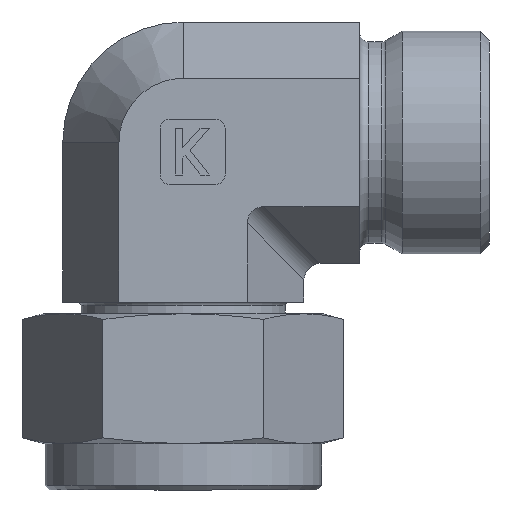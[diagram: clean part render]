
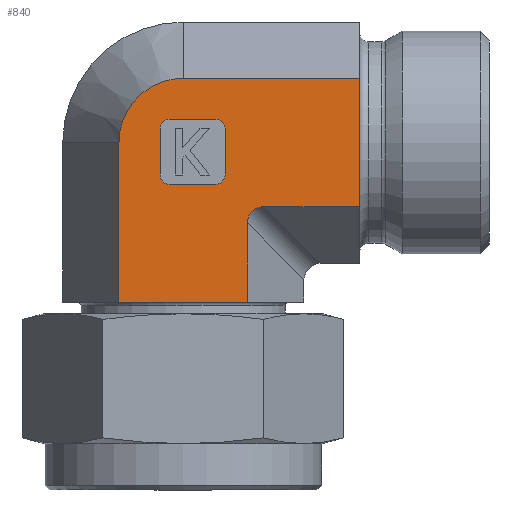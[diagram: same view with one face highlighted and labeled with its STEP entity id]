
A CAD part, left-side view. The second image highlights one B-rep face of the part: STEP entity #840.
In plain terms, the highlighted planar face has unit normal (-1, 0, 0).
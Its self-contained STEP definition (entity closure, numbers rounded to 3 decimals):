
#178=CARTESIAN_POINT('',(-30.485,2.616,4.8));
#179=VERTEX_POINT('',#178);
#186=CARTESIAN_POINT('',(-30.485,16.472,4.8));
#187=VERTEX_POINT('',#186);
#188=CARTESIAN_POINT('',(-30.485,16.472,4.8));
#189=DIRECTION('',(0.0,-1.0,0.0));
#190=VECTOR('',#189,13.856);
#191=LINE('',#188,#190);
#192=EDGE_CURVE('',#187,#179,#191,.T.);
#688=CARTESIAN_POINT('',(-30.485,16.472,22.0));
#689=VERTEX_POINT('',#688);
#690=CARTESIAN_POINT('',(-30.485,16.472,4.8));
#691=DIRECTION('',(0.0,0.0,1.0));
#692=VECTOR('',#691,17.2);
#693=LINE('',#690,#692);
#694=EDGE_CURVE('',#187,#689,#693,.T.);
#713=CARTESIAN_POINT('',(-30.485,2.616,0.0));
#714=DIRECTION('',(-1.0,0.0,0.0));
#715=DIRECTION('',(0.0,0.0,1.0));
#716=AXIS2_PLACEMENT_3D('',#713,#714,#715);
#717=PLANE('',#716);
#718=ORIENTED_EDGE('',*,*,#192,.T.);
#719=CARTESIAN_POINT('',(-30.485,2.616,13.34));
#720=VERTEX_POINT('',#719);
#721=CARTESIAN_POINT('',(-30.485,2.616,4.8));
#722=DIRECTION('',(0.0,0.0,1.0));
#723=VECTOR('',#722,8.54);
#724=LINE('',#721,#723);
#725=EDGE_CURVE('',#179,#720,#724,.T.);
#726=ORIENTED_EDGE('',*,*,#725,.T.);
#727=CARTESIAN_POINT('',(-30.485,0.884,15.072));
#728=VERTEX_POINT('',#727);
#729=CARTESIAN_POINT('',(-30.485,0.306,12.762));
#730=DIRECTION('',(-1.0,0.0,0.0));
#731=DIRECTION('',(0.0,0.707,0.707));
#732=AXIS2_PLACEMENT_3D('',#729,#730,#731);
#733=ELLIPSE('',#732,2.582,2.0);
#734=EDGE_CURVE('',#728,#720,#733,.T.);
#735=ORIENTED_EDGE('',*,*,#734,.F.);
#736=CARTESIAN_POINT('',(-30.485,-9.456,15.072));
#737=VERTEX_POINT('',#736);
#738=CARTESIAN_POINT('',(-30.485,0.884,15.072));
#739=DIRECTION('',(0.0,-1.0,0.0));
#740=VECTOR('',#739,10.34);
#741=LINE('',#738,#740);
#742=EDGE_CURVE('',#728,#737,#741,.T.);
#743=ORIENTED_EDGE('',*,*,#742,.T.);
#744=CARTESIAN_POINT('',(-30.485,-9.456,28.928));
#745=VERTEX_POINT('',#744);
#746=CARTESIAN_POINT('',(-30.485,-9.456,15.072));
#747=DIRECTION('',(0.0,0.0,1.0));
#748=VECTOR('',#747,13.856);
#749=LINE('',#746,#748);
#750=EDGE_CURVE('',#737,#745,#749,.T.);
#751=ORIENTED_EDGE('',*,*,#750,.T.);
#752=CARTESIAN_POINT('',(-30.485,9.544,28.928));
#753=VERTEX_POINT('',#752);
#754=CARTESIAN_POINT('',(-30.485,9.544,28.928));
#755=DIRECTION('',(0.0,-1.0,0.0));
#756=VECTOR('',#755,19.);
#757=LINE('',#754,#756);
#758=EDGE_CURVE('',#753,#745,#757,.T.);
#759=ORIENTED_EDGE('',*,*,#758,.F.);
#760=CARTESIAN_POINT('',(-30.485,9.544,22.0));
#761=DIRECTION('',(-1.0,0.0,0.0));
#762=DIRECTION('',(0.0,0.0,1.0));
#763=AXIS2_PLACEMENT_3D('',#760,#761,#762);
#764=CIRCLE('',#763,6.928);
#765=EDGE_CURVE('',#753,#689,#764,.T.);
#766=ORIENTED_EDGE('',*,*,#765,.T.);
#767=ORIENTED_EDGE('',*,*,#694,.F.);
#768=EDGE_LOOP('',(#718,#726,#735,#743,#751,#759,#766,#767));
#769=FACE_OUTER_BOUND('',#768,.T.);
#770=CARTESIAN_POINT('',(-30.485,6.044,17.5));
#771=VERTEX_POINT('',#770);
#772=CARTESIAN_POINT('',(-30.485,11.044,17.5));
#773=VERTEX_POINT('',#772);
#774=CARTESIAN_POINT('',(-30.485,6.044,17.5));
#775=DIRECTION('',(0.0,1.0,0.0));
#776=VECTOR('',#775,5.);
#777=LINE('',#774,#776);
#778=EDGE_CURVE('',#771,#773,#777,.T.);
#779=ORIENTED_EDGE('',*,*,#778,.T.);
#780=CARTESIAN_POINT('',(-30.485,12.044,18.5));
#781=VERTEX_POINT('',#780);
#782=CARTESIAN_POINT('',(-30.485,11.044,18.5));
#783=DIRECTION('',(-1.0,0.0,0.0));
#784=DIRECTION('',(0.0,0.707,-0.707));
#785=AXIS2_PLACEMENT_3D('',#782,#783,#784);
#786=CIRCLE('',#785,1.0);
#787=EDGE_CURVE('',#781,#773,#786,.T.);
#788=ORIENTED_EDGE('',*,*,#787,.F.);
#789=CARTESIAN_POINT('',(-30.485,12.044,23.5));
#790=VERTEX_POINT('',#789);
#791=CARTESIAN_POINT('',(-30.485,12.044,18.5));
#792=DIRECTION('',(0.0,0.0,1.0));
#793=VECTOR('',#792,5.0);
#794=LINE('',#791,#793);
#795=EDGE_CURVE('',#781,#790,#794,.T.);
#796=ORIENTED_EDGE('',*,*,#795,.T.);
#797=CARTESIAN_POINT('',(-30.485,11.044,24.5));
#798=VERTEX_POINT('',#797);
#799=CARTESIAN_POINT('',(-30.485,11.044,23.5));
#800=DIRECTION('',(-1.0,0.0,0.0));
#801=DIRECTION('',(0.0,0.707,0.707));
#802=AXIS2_PLACEMENT_3D('',#799,#800,#801);
#803=CIRCLE('',#802,1.0);
#804=EDGE_CURVE('',#798,#790,#803,.T.);
#805=ORIENTED_EDGE('',*,*,#804,.F.);
#806=CARTESIAN_POINT('',(-30.485,6.044,24.5));
#807=VERTEX_POINT('',#806);
#808=CARTESIAN_POINT('',(-30.485,11.044,24.5));
#809=DIRECTION('',(0.0,-1.0,0.0));
#810=VECTOR('',#809,5.0);
#811=LINE('',#808,#810);
#812=EDGE_CURVE('',#798,#807,#811,.T.);
#813=ORIENTED_EDGE('',*,*,#812,.T.);
#814=CARTESIAN_POINT('',(-30.485,5.044,23.5));
#815=VERTEX_POINT('',#814);
#816=CARTESIAN_POINT('',(-30.485,6.044,23.5));
#817=DIRECTION('',(-1.0,0.0,0.0));
#818=DIRECTION('',(0.0,-0.707,0.707));
#819=AXIS2_PLACEMENT_3D('',#816,#817,#818);
#820=CIRCLE('',#819,1.0);
#821=EDGE_CURVE('',#815,#807,#820,.T.);
#822=ORIENTED_EDGE('',*,*,#821,.F.);
#823=CARTESIAN_POINT('',(-30.485,5.044,18.5));
#824=VERTEX_POINT('',#823);
#825=CARTESIAN_POINT('',(-30.485,5.044,23.5));
#826=DIRECTION('',(0.0,0.0,-1.0));
#827=VECTOR('',#826,5.);
#828=LINE('',#825,#827);
#829=EDGE_CURVE('',#815,#824,#828,.T.);
#830=ORIENTED_EDGE('',*,*,#829,.T.);
#831=CARTESIAN_POINT('',(-30.485,6.044,18.5));
#832=DIRECTION('',(-1.0,0.0,0.0));
#833=DIRECTION('',(0.0,-0.707,-0.707));
#834=AXIS2_PLACEMENT_3D('',#831,#832,#833);
#835=CIRCLE('',#834,1.0);
#836=EDGE_CURVE('',#771,#824,#835,.T.);
#837=ORIENTED_EDGE('',*,*,#836,.F.);
#838=EDGE_LOOP('',(#779,#788,#796,#805,#813,#822,#830,#837));
#839=FACE_BOUND('',#838,.T.);
#840=ADVANCED_FACE('',(#769,#839),#717,.T.);
